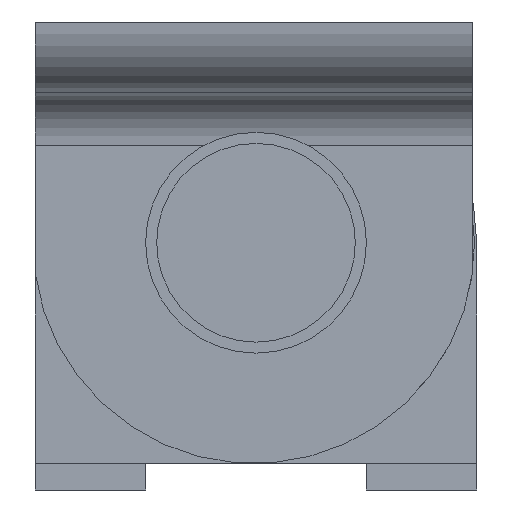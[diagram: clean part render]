
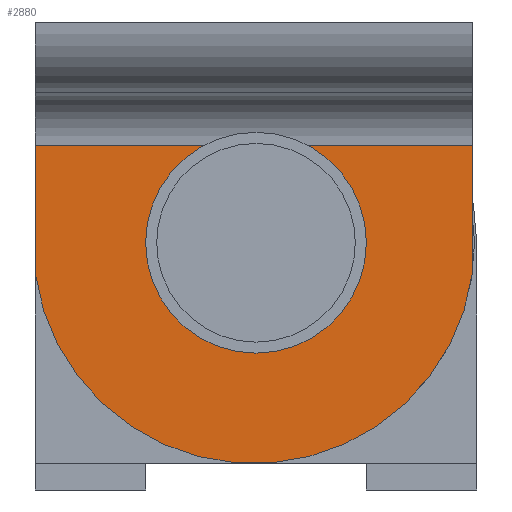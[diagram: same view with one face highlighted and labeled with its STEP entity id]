
A CAD part, left-side view. The second image highlights one B-rep face of the part: STEP entity #2880.
In plain terms, the highlighted planar face has unit normal (-1, 0, 0).
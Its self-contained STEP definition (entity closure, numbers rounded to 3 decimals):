
#2450=CARTESIAN_POINT('',(-0.63,0.205,0.5));
#2451=VERTEX_POINT('',#2450);
#2467=CARTESIAN_POINT('',(-0.63,-0.195,0.5));
#2468=VERTEX_POINT('',#2467);
#2475=CARTESIAN_POINT('',(-0.63,0.005,0.5));
#2476=DIRECTION('',(1.0,0.0,0.0));
#2477=DIRECTION('',(0.0,1.0,0.0));
#2478=AXIS2_PLACEMENT_3D('',#2475,#2476,#2477);
#2479=CIRCLE('',#2478,0.2);
#2480=EDGE_CURVE('',#2451,#2468,#2479,.T.);
#2490=CARTESIAN_POINT('',(-0.63,0.5,0.429));
#2491=VERTEX_POINT('',#2490);
#2492=CARTESIAN_POINT('',(-0.63,-0.49,0.429));
#2493=VERTEX_POINT('',#2492);
#2494=CARTESIAN_POINT('',(-0.63,0.005,0.5));
#2495=DIRECTION('',(-1.0,0.0,0.0));
#2496=DIRECTION('',(0.0,0.0,-1.0));
#2497=AXIS2_PLACEMENT_3D('',#2494,#2495,#2496);
#2498=CIRCLE('',#2497,0.5);
#2499=EDGE_CURVE('',#2491,#2493,#2498,.T.);
#2566=CARTESIAN_POINT('',(-0.63,-0.49,0.72));
#2567=VERTEX_POINT('',#2566);
#2575=CARTESIAN_POINT('',(-0.63,-0.49,0.72));
#2576=DIRECTION('',(0.0,0.0,-1.0));
#2577=VECTOR('',#2576,0.291);
#2578=LINE('',#2575,#2577);
#2579=EDGE_CURVE('',#2567,#2493,#2578,.T.);
#2624=CARTESIAN_POINT('',(-0.63,0.005,0.5));
#2625=DIRECTION('',(1.0,0.0,0.0));
#2626=DIRECTION('',(0.0,1.0,0.0));
#2627=AXIS2_PLACEMENT_3D('',#2624,#2625,#2626);
#2628=CIRCLE('',#2627,0.2);
#2629=EDGE_CURVE('',#2468,#2451,#2628,.T.);
#2724=CARTESIAN_POINT('',(-0.63,0.5,0.72));
#2725=VERTEX_POINT('',#2724);
#2726=CARTESIAN_POINT('',(-0.63,0.5,0.429));
#2727=DIRECTION('',(0.0,0.0,1.0));
#2728=VECTOR('',#2727,0.291);
#2729=LINE('',#2726,#2728);
#2730=EDGE_CURVE('',#2491,#2725,#2729,.T.);
#2852=CARTESIAN_POINT('',(-0.63,0.5,0.72));
#2853=DIRECTION('',(0.0,-1.0,0.0));
#2854=VECTOR('',#2853,0.99);
#2855=LINE('',#2852,#2854);
#2856=EDGE_CURVE('',#2725,#2567,#2855,.T.);
#2865=CARTESIAN_POINT('',(-0.63,-0.49,0.495));
#2866=DIRECTION('',(1.0,0.0,0.0));
#2867=DIRECTION('',(0.0,0.0,-1.0));
#2868=AXIS2_PLACEMENT_3D('',#2865,#2866,#2867);
#2869=PLANE('',#2868);
#2870=ORIENTED_EDGE('',*,*,#2499,.T.);
#2871=ORIENTED_EDGE('',*,*,#2579,.F.);
#2872=ORIENTED_EDGE('',*,*,#2856,.F.);
#2873=ORIENTED_EDGE('',*,*,#2730,.F.);
#2874=EDGE_LOOP('',(#2870,#2871,#2872,#2873));
#2875=FACE_OUTER_BOUND('',#2874,.T.);
#2876=ORIENTED_EDGE('',*,*,#2480,.T.);
#2877=ORIENTED_EDGE('',*,*,#2629,.T.);
#2878=EDGE_LOOP('',(#2876,#2877));
#2879=FACE_BOUND('',#2878,.T.);
#2880=ADVANCED_FACE('',(#2875,#2879),#2869,.F.);
